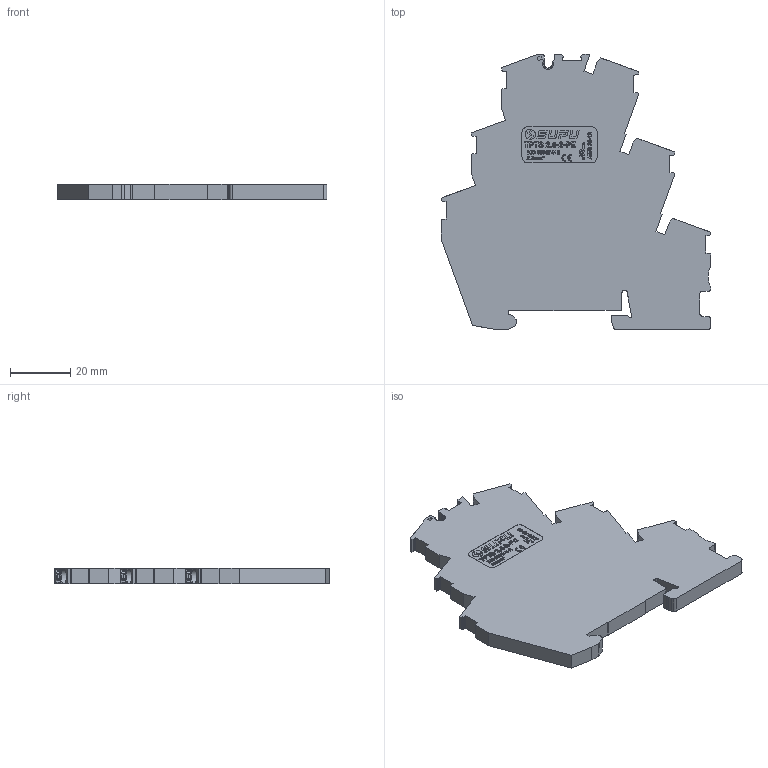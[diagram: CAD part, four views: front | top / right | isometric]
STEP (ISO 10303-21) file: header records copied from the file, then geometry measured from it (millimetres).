
FILE_DESCRIPTION(/* description */ (''),/* implementation_level */ '2;1');
FILE_NAME(/* name */ 'TPTS2.5-2-PE_stp.stp',/* time_stamp */ '2022-06-29T10:55:49+08:00',/* author */ (''),/* organization */ (''),/* preprocessor_version */ 'ST-DEVELOPER v16.7',/* originating_system */ 'SIEMENS PLM Software NX 12.0',/* authorisation */ '');
FILE_SCHEMA (('AP203_CONFIGURATION_CONTROLLED_3D_DESIGN_OF_MECHANICAL_PARTS_AND_ASSEMBLIES_MIM_LF { 1 0 10303 403 2 1 2}'));
Products named in the file (1): TPTS2.5-2-PE_stp
Bounding box: 89.4 x 91.3 x 5.2 mm (x, y, z)
Volume: 28142.5 mm3; surface area: 15411 mm2
Topology: 1 solids, 8 shells, 1852 faces, 5264 edges, 3501 vertices
Faces by surface type: plane 1604, cylinder 197, extrusion 35, torus 14, cone 2
Full cylindrical faces by diameter (mm): 1.22 x1, 1.4 x1, 3.6 x1
Entity records: 60253 total; most frequent: CARTESIAN_POINT 11453, ORIENTED_EDGE 10512, DIRECTION 9207, EDGE_CURVE 5256, VECTOR 4719, LINE 4684, VERTEX_POINT 3498, AXIS2_PLACEMENT_3D 2244
